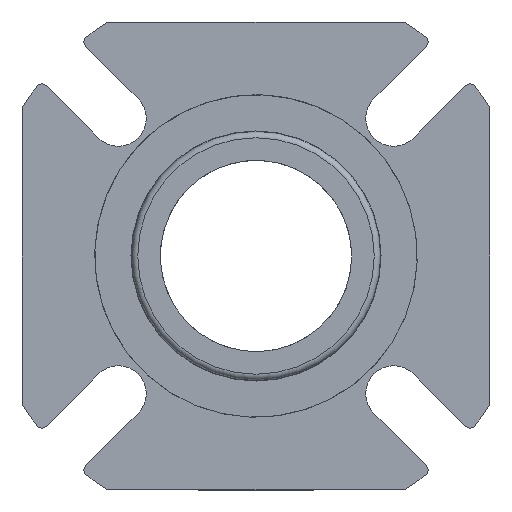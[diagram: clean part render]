
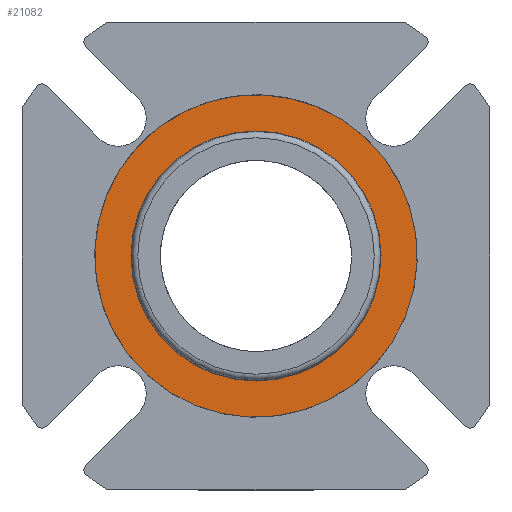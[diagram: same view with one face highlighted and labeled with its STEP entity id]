
A CAD part, left-side view. The second image highlights one B-rep face of the part: STEP entity #21082.
In plain terms, the highlighted planar face has unit normal (-1, 0, 0).
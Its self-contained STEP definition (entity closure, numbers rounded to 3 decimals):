
#3367=CIRCLE('',#22412,40.46);
#3368=CIRCLE('',#22414,31.38);
#7788=ORIENTED_EDGE('',*,*,#10015,.T.);
#7789=ORIENTED_EDGE('',*,*,#10014,.T.);
#10014=EDGE_CURVE('',#11439,#11439,#3367,.T.);
#10015=EDGE_CURVE('',#11440,#11440,#3368,.T.);
#11439=VERTEX_POINT('',#36185);
#11440=VERTEX_POINT('',#36188);
#12892=EDGE_LOOP('',(#7788));
#12893=EDGE_LOOP('',(#7789));
#13863=FACE_BOUND('',#12892,.T.);
#13864=FACE_BOUND('',#12893,.T.);
#14166=PLANE('',#22413);
#21082=ADVANCED_FACE('',(#13863,#13864),#14166,.F.);
#22412=AXIS2_PLACEMENT_3D('',#36184,#26115,#26116);
#22413=AXIS2_PLACEMENT_3D('',#36186,#26117,#26118);
#22414=AXIS2_PLACEMENT_3D('',#36187,#26119,#26120);
#26115=DIRECTION('',(-1.,0.,0.));
#26116=DIRECTION('',(0.,-0.536,0.844));
#26117=DIRECTION('',(1.,0.,0.));
#26118=DIRECTION('',(0.,0.536,-0.844));
#26119=DIRECTION('',(1.,0.,0.));
#26120=DIRECTION('',(0.,0.,-1.));
#36184=CARTESIAN_POINT('',(-13.97,0.,0.));
#36185=CARTESIAN_POINT('',(-13.97,-21.689,34.155));
#36186=CARTESIAN_POINT('',(-13.97,-21.689,34.155));
#36187=CARTESIAN_POINT('',(-13.97,0.,0.));
#36188=CARTESIAN_POINT('',(-13.97,0.,-31.38));
